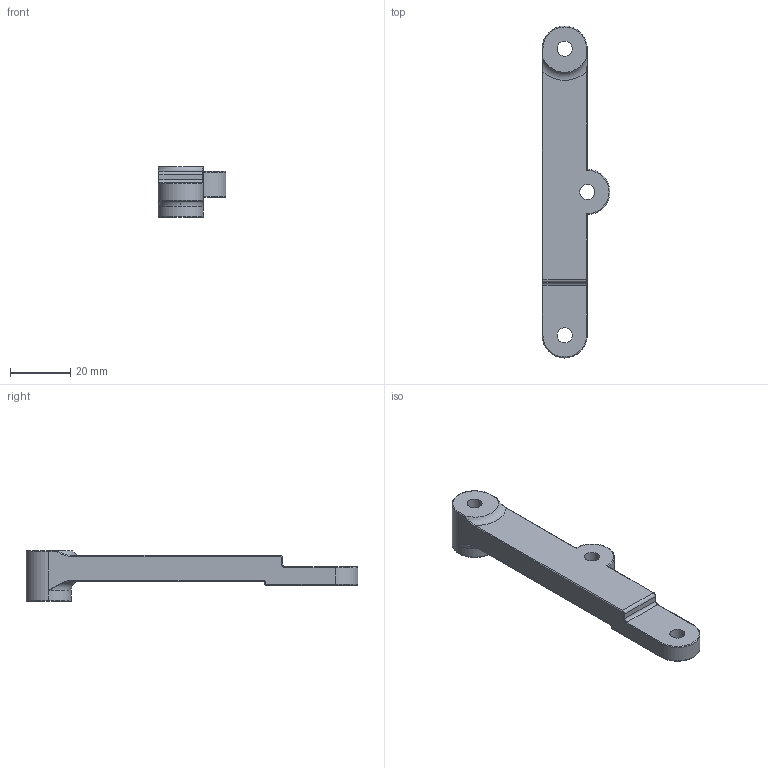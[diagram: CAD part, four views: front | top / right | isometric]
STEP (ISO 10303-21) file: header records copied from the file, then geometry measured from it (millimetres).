
FILE_DESCRIPTION (( 'STEP AP203' ), '1' );
FILE_NAME ('W0003510-006-R-wiggle arm 81.STEP', '2024-05-27T12:23:11', ( '' ), ( '' ), 'SwSTEP 2.0', 'SolidWorks 2024', '' );
FILE_SCHEMA (( 'CONFIG_CONTROL_DESIGN' ));
Length unit declared in the file: millimetre
Products named in the file (1): W0003510-006-R-wiggle arm 81
Bounding box: 22.5 x 110 x 16.8 mm (x, y, z)
Volume: 14625.2 mm3; surface area: 6076.6 mm2
Topology: 1 solids, 1 shells, 68 faces, 162 edges, 94 vertices
Faces by surface type: cylinder 30, torus 23, plane 11, bspline 4
Entity records: 2221 total; most frequent: CARTESIAN_POINT 555, DIRECTION 364, ORIENTED_EDGE 320, EDGE_CURVE 160, AXIS2_PLACEMENT_3D 155, VERTEX_POINT 94, CIRCLE 90, EDGE_LOOP 74
